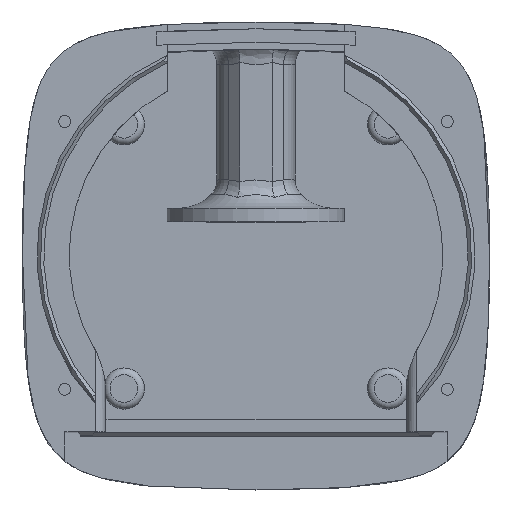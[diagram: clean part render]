
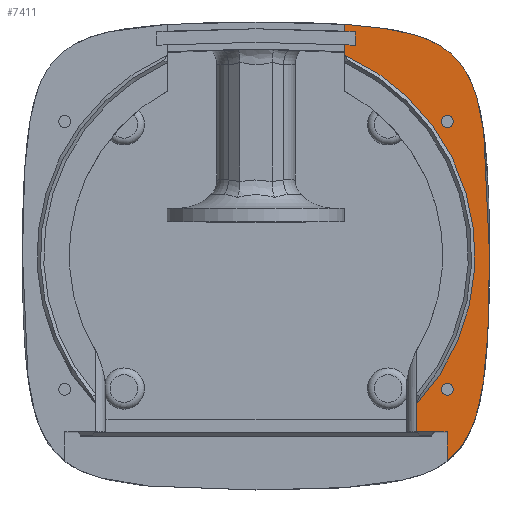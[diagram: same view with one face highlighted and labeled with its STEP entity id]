
A CAD part, top view. The second image highlights one B-rep face of the part: STEP entity #7411.
In plain terms, the highlighted planar face has unit normal (0, 0, 1).
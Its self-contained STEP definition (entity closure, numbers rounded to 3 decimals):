
#138=FACE_BOUND('',#2285,.T.);
#139=FACE_BOUND('',#2286,.T.);
#181=PLANE('',#7890);
#484=LINE('',#11388,#1149);
#485=LINE('',#11390,#1150);
#486=LINE('',#11392,#1151);
#487=LINE('',#11402,#1152);
#488=LINE('',#11409,#1153);
#489=LINE('',#11418,#1154);
#1149=VECTOR('',#8617,10.);
#1150=VECTOR('',#8618,10.);
#1151=VECTOR('',#8619,10.);
#1152=VECTOR('',#8620,10.);
#1153=VECTOR('',#8621,10.);
#1154=VECTOR('',#8622,10.);
#1840=FACE_OUTER_BOUND('',#2284,.T.);
#2284=EDGE_LOOP('',(#5322,#5323,#5324,#5325,#5326,#5327,#5328,#5329,#5330,
#5331,#5332));
#2285=EDGE_LOOP('',(#5333));
#2286=EDGE_LOOP('',(#5334));
#2755=CIRCLE('',#7887,51.6);
#2757=CIRCLE('',#7891,1.4);
#2758=CIRCLE('',#7892,1.4);
#2934=(
BOUNDED_CURVE()
B_SPLINE_CURVE(2,(#11394,#11395,#11396),.UNSPECIFIED.,.F.,.F.)
B_SPLINE_CURVE_WITH_KNOTS((3,3),(-5.216,0.),.UNSPECIFIED.)
CURVE()
GEOMETRIC_REPRESENTATION_ITEM()
RATIONAL_B_SPLINE_CURVE((1.66,1.733,1.))
REPRESENTATION_ITEM('')
);
#2935=(
BOUNDED_CURVE()
B_SPLINE_CURVE(2,(#11398,#11399,#11400),.UNSPECIFIED.,.F.,.F.)
B_SPLINE_CURVE_WITH_KNOTS((3,3),(-9.494,-1.076),
 .UNSPECIFIED.)
CURVE()
GEOMETRIC_REPRESENTATION_ITEM()
RATIONAL_B_SPLINE_CURVE((1.,2.182,1.268))
REPRESENTATION_ITEM('')
);
#3000=B_SPLINE_CURVE_WITH_KNOTS('',3,(#11404,#11405,#11406,#11407),
 .UNSPECIFIED.,.F.,.F.,(4,4),(1.084,1.275),
 .UNSPECIFIED.);
#3001=B_SPLINE_CURVE_WITH_KNOTS('',3,(#11411,#11412,#11413,#11414,#11415,
#11416,#11417),.UNSPECIFIED.,.F.,.F.,(4,3,4),(-1.297,-1.261,
-1.1),.UNSPECIFIED.);
#3328=VERTEX_POINT('',#11354);
#3333=VERTEX_POINT('',#11373);
#3336=VERTEX_POINT('',#11387);
#3337=VERTEX_POINT('',#11389);
#3338=VERTEX_POINT('',#11391);
#3339=VERTEX_POINT('',#11393);
#3340=VERTEX_POINT('',#11397);
#3341=VERTEX_POINT('',#11401);
#3342=VERTEX_POINT('',#11403);
#3343=VERTEX_POINT('',#11408);
#3344=VERTEX_POINT('',#11410);
#3345=VERTEX_POINT('',#11419);
#3346=VERTEX_POINT('',#11421);
#4102=EDGE_CURVE('',#3333,#3328,#2755,.T.);
#4106=EDGE_CURVE('',#3328,#3336,#484,.T.);
#4107=EDGE_CURVE('',#3336,#3337,#485,.T.);
#4108=EDGE_CURVE('',#3337,#3338,#486,.T.);
#4109=EDGE_CURVE('',#3338,#3339,#2934,.T.);
#4110=EDGE_CURVE('',#3339,#3340,#2935,.T.);
#4111=EDGE_CURVE('',#3340,#3341,#487,.T.);
#4112=EDGE_CURVE('',#3341,#3342,#3000,.T.);
#4113=EDGE_CURVE('',#3342,#3343,#488,.T.);
#4114=EDGE_CURVE('',#3343,#3344,#3001,.T.);
#4115=EDGE_CURVE('',#3344,#3333,#489,.T.);
#4116=EDGE_CURVE('',#3345,#3345,#2757,.T.);
#4117=EDGE_CURVE('',#3346,#3346,#2758,.T.);
#5322=ORIENTED_EDGE('',*,*,#4102,.T.);
#5323=ORIENTED_EDGE('',*,*,#4106,.T.);
#5324=ORIENTED_EDGE('',*,*,#4107,.T.);
#5325=ORIENTED_EDGE('',*,*,#4108,.T.);
#5326=ORIENTED_EDGE('',*,*,#4109,.T.);
#5327=ORIENTED_EDGE('',*,*,#4110,.T.);
#5328=ORIENTED_EDGE('',*,*,#4111,.T.);
#5329=ORIENTED_EDGE('',*,*,#4112,.T.);
#5330=ORIENTED_EDGE('',*,*,#4113,.T.);
#5331=ORIENTED_EDGE('',*,*,#4114,.T.);
#5332=ORIENTED_EDGE('',*,*,#4115,.T.);
#5333=ORIENTED_EDGE('',*,*,#4116,.T.);
#5334=ORIENTED_EDGE('',*,*,#4117,.T.);
#7411=ADVANCED_FACE('',(#1840,#138,#139),#181,.T.);
#7887=AXIS2_PLACEMENT_3D('',#11379,#8607,#8608);
#7890=AXIS2_PLACEMENT_3D('',#11386,#8615,#8616);
#7891=AXIS2_PLACEMENT_3D('',#11420,#8623,#8624);
#7892=AXIS2_PLACEMENT_3D('',#11422,#8625,#8626);
#8607=DIRECTION('center_axis',(0.,0.,-1.));
#8608=DIRECTION('ref_axis',(0.731,-0.683,0.));
#8615=DIRECTION('center_axis',(0.,0.,1.));
#8616=DIRECTION('ref_axis',(1.,0.,0.));
#8617=DIRECTION('',(0.,-1.,0.));
#8618=DIRECTION('',(1.,0.,0.));
#8619=DIRECTION('',(0.,-1.,0.));
#8620=DIRECTION('',(0.,-1.,0.));
#8621=DIRECTION('',(0.,-1.,0.));
#8622=DIRECTION('',(0.,-1.,0.));
#8623=DIRECTION('center_axis',(0.,0.,-1.));
#8624=DIRECTION('ref_axis',(-1.,0.,0.));
#8625=DIRECTION('center_axis',(0.,0.,-1.));
#8626=DIRECTION('ref_axis',(-1.,0.,0.));
#11354=CARTESIAN_POINT('',(37.7,-35.232,140.));
#11373=CARTESIAN_POINT('',(20.9,47.178,140.));
#11379=CARTESIAN_POINT('Origin',(0.,0.,
140.));
#11386=CARTESIAN_POINT('Origin',(0.,0.,140.));
#11387=CARTESIAN_POINT('',(37.7,-41.5,140.));
#11388=CARTESIAN_POINT('',(37.7,-20.75,140.));
#11389=CARTESIAN_POINT('',(45.,-41.5,140.));
#11390=CARTESIAN_POINT('',(22.5,-41.5,140.));
#11391=CARTESIAN_POINT('',(45.,-48.274,140.));
#11392=CARTESIAN_POINT('',(45.,-24.137,140.));
#11393=CARTESIAN_POINT('',(55.,0.,140.));
#11394=CARTESIAN_POINT('Ctrl Pts',(45.,-48.274,140.));
#11395=CARTESIAN_POINT('Ctrl Pts',(55.,-40.696,140.));
#11396=CARTESIAN_POINT('Ctrl Pts',(55.,0.,140.));
#11397=CARTESIAN_POINT('',(20.9,54.443,140.));
#11398=CARTESIAN_POINT('Ctrl Pts',(55.,0.,140.));
#11399=CARTESIAN_POINT('Ctrl Pts',(55.,52.143,140.));
#11400=CARTESIAN_POINT('Ctrl Pts',(20.9,54.443,140.));
#11401=CARTESIAN_POINT('',(20.9,52.839,140.));
#11402=CARTESIAN_POINT('',(20.9,27.221,140.));
#11403=CARTESIAN_POINT('',(23.4,52.649,140.));
#11404=CARTESIAN_POINT('Ctrl Pts',(20.9,52.839,140.));
#11405=CARTESIAN_POINT('Ctrl Pts',(21.776,52.779,140.));
#11406=CARTESIAN_POINT('Ctrl Pts',(22.607,52.716,140.));
#11407=CARTESIAN_POINT('Ctrl Pts',(23.4,52.649,140.));
#11408=CARTESIAN_POINT('',(23.4,49.437,140.));
#11409=CARTESIAN_POINT('',(23.4,26.324,140.));
#11410=CARTESIAN_POINT('',(20.9,49.632,140.));
#11411=CARTESIAN_POINT('Ctrl Pts',(23.4,49.437,140.));
#11412=CARTESIAN_POINT('Ctrl Pts',(23.254,49.449,140.));
#11413=CARTESIAN_POINT('Ctrl Pts',(23.106,49.462,140.));
#11414=CARTESIAN_POINT('Ctrl Pts',(22.957,49.475,140.));
#11415=CARTESIAN_POINT('Ctrl Pts',(22.3,49.529,140.));
#11416=CARTESIAN_POINT('Ctrl Pts',(21.616,49.582,140.));
#11417=CARTESIAN_POINT('Ctrl Pts',(20.9,49.632,140.));
#11418=CARTESIAN_POINT('',(20.9,24.816,140.));
#11419=CARTESIAN_POINT('',(46.453,-31.547,140.));
#11420=CARTESIAN_POINT('Origin',(45.053,-31.547,140.));
#11421=CARTESIAN_POINT('',(46.453,31.547,140.));
#11422=CARTESIAN_POINT('Origin',(45.053,31.547,140.));
